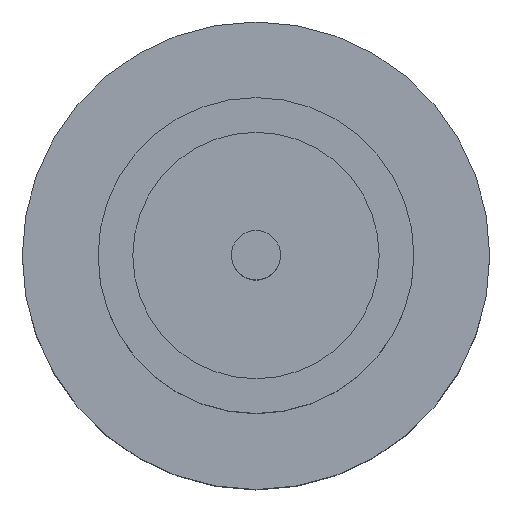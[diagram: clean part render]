
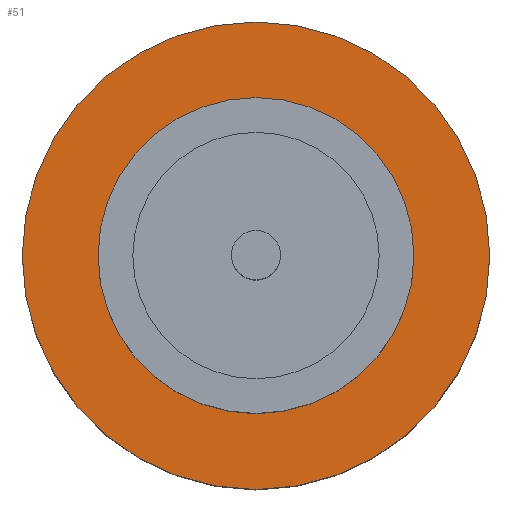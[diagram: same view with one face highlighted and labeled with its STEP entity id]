
A CAD part, top view. The second image highlights one B-rep face of the part: STEP entity #51.
In plain terms, the highlighted planar face has unit normal (0, 0, 1).
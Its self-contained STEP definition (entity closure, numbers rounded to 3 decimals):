
#8 = DIRECTION ( 'NONE',  ( 0., 0., 1. ) ) ;
#13 = DIRECTION ( 'NONE',  ( 0., 0., 1. ) ) ;
#16 = DIRECTION ( 'NONE',  ( 0., 0., 1. ) ) ;
#38 = ORIENTED_EDGE ( 'NONE', *, *, #778, .F. ) ;
#51 = ADVANCED_FACE ( 'NONE', ( #306, #791 ), #813, .T. ) ;
#76 = DIRECTION ( 'NONE',  ( 1., 0., 0. ) ) ;
#84 = VERTEX_POINT ( 'NONE', #121 ) ;
#121 = CARTESIAN_POINT ( 'NONE',  ( 1.25, 0., 1.55 ) ) ;
#144 = CIRCLE ( 'NONE', #367, 1.25 ) ;
#161 = CARTESIAN_POINT ( 'NONE',  ( 0., 0., 1.55 ) ) ;
#206 = AXIS2_PLACEMENT_3D ( 'NONE', #161, #767, #450 ) ;
#235 = EDGE_LOOP ( 'NONE', ( #38, #761 ) ) ;
#236 = EDGE_LOOP ( 'NONE', ( #661, #463 ) ) ;
#241 = CARTESIAN_POINT ( 'NONE',  ( -1.25, 0., 1.55 ) ) ;
#245 = AXIS2_PLACEMENT_3D ( 'NONE', #335, #13, #591 ) ;
#281 = CARTESIAN_POINT ( 'NONE',  ( 0., 0., 1.55 ) ) ;
#306 = FACE_BOUND ( 'NONE', #235, .T. ) ;
#320 = EDGE_CURVE ( 'NONE', #522, #399, #447, .T. ) ;
#335 = CARTESIAN_POINT ( 'NONE',  ( 0., 0., 1.55 ) ) ;
#344 = AXIS2_PLACEMENT_3D ( 'NONE', #653, #8, #754 ) ;
#367 = AXIS2_PLACEMENT_3D ( 'NONE', #472, #16, #76 ) ;
#399 = VERTEX_POINT ( 'NONE', #475 ) ;
#404 = CIRCLE ( 'NONE', #344, 1.85 ) ;
#418 = EDGE_CURVE ( 'NONE', #399, #522, #404, .T. ) ;
#447 = CIRCLE ( 'NONE', #573, 1.85 ) ;
#450 = DIRECTION ( 'NONE',  ( 1., 0., 0. ) ) ;
#463 = ORIENTED_EDGE ( 'NONE', *, *, #418, .T. ) ;
#472 = CARTESIAN_POINT ( 'NONE',  ( 0., 0., 1.55 ) ) ;
#475 = CARTESIAN_POINT ( 'NONE',  ( 1.85, 0., 1.55 ) ) ;
#522 = VERTEX_POINT ( 'NONE', #619 ) ;
#526 = CIRCLE ( 'NONE', #245, 1.25 ) ;
#533 = DIRECTION ( 'NONE',  ( 0., 0., 1. ) ) ;
#551 = VERTEX_POINT ( 'NONE', #241 ) ;
#573 = AXIS2_PLACEMENT_3D ( 'NONE', #281, #533, #660 ) ;
#591 = DIRECTION ( 'NONE',  ( 1., 0., 0. ) ) ;
#619 = CARTESIAN_POINT ( 'NONE',  ( -1.85, 0., 1.55 ) ) ;
#653 = CARTESIAN_POINT ( 'NONE',  ( 0., 0., 1.55 ) ) ;
#660 = DIRECTION ( 'NONE',  ( 1., 0., 0. ) ) ;
#661 = ORIENTED_EDGE ( 'NONE', *, *, #320, .T. ) ;
#754 = DIRECTION ( 'NONE',  ( 1., 0., 0. ) ) ;
#761 = ORIENTED_EDGE ( 'NONE', *, *, #823, .F. ) ;
#767 = DIRECTION ( 'NONE',  ( 0., 0., 1. ) ) ;
#778 = EDGE_CURVE ( 'NONE', #84, #551, #526, .T. ) ;
#791 = FACE_OUTER_BOUND ( 'NONE', #236, .T. ) ;
#813 = PLANE ( 'NONE',  #206 ) ;
#823 = EDGE_CURVE ( 'NONE', #551, #84, #144, .T. ) ;
